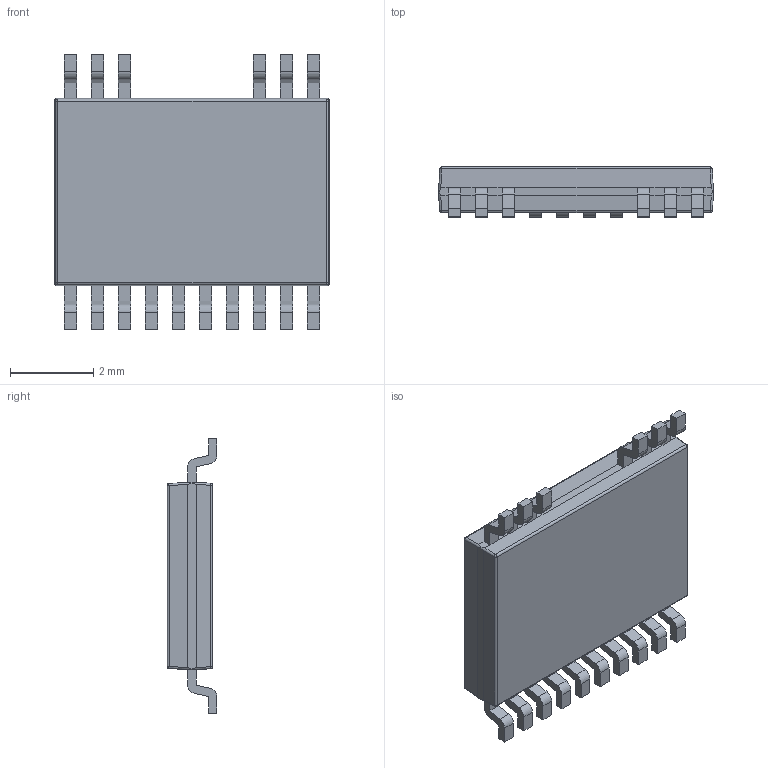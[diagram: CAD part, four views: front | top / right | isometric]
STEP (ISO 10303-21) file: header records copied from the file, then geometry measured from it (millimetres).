
FILE_DESCRIPTION (( 'STEP AP214' ), '1' );
FILE_NAME ('TSSOP-20.STEP', '2024-07-31T12:09:10', ( '' ), ( '' ), 'SwSTEP 2.0', 'SolidWorks 2021', '' );
FILE_SCHEMA (( 'AUTOMOTIVE_DESIGN' ));
Length unit declared in the file: millimetre
Products named in the file (1): TSSOP-20
Bounding box: 6.6 x 1.2 x 6.6 mm (x, y, z)
Volume: 33.7 mm3; surface area: 104.9 mm2
Topology: 1 solids, 1 shells, 333 faces, 869 edges, 550 vertices
Faces by surface type: plane 214, bspline 61, cylinder 50, sphere 8
Entity records: 15078 total; most frequent: CARTESIAN_POINT 5586, ORIENTED_EDGE 1738, DIRECTION 1365, EDGE_CURVE 869, VECTOR 635, LINE 635, VERTEX_POINT 550, AXIS2_PLACEMENT_3D 365
